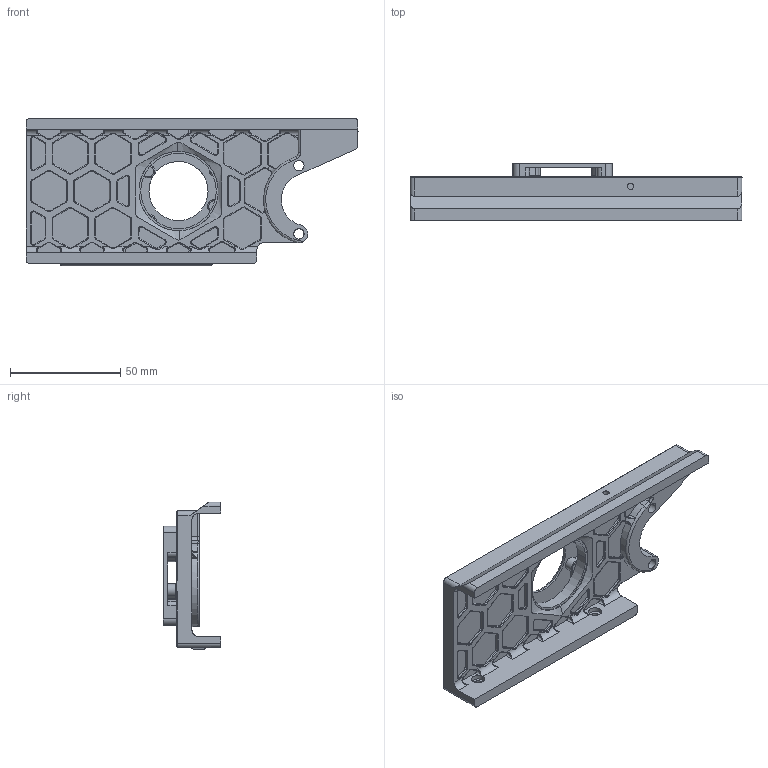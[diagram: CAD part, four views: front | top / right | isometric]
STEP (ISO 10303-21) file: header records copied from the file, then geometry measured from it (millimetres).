
FILE_DESCRIPTION (( 'STEP AP214' ), '1' );
FILE_NAME ('350 LEFT WITH KNOMI.TEP.STEP', '2024-02-27T03:41:57', ( 'Windows User' ), ( 'P R C' ), 'SwSTEP 2.0', 'SolidWorks 2023', '' );
FILE_SCHEMA (( 'AUTOMOTIVE_DESIGN' ));
Length unit declared in the file: millimetre
Products named in the file (1): 350 LEFT WITH KNOMI.TEP
Bounding box: 150.5 x 26 x 67 mm (x, y, z)
Volume: 64476.3 mm3; surface area: 40533.1 mm2
Topology: 28 solids, 29 shells, 1082 faces, 2741 edges, 1704 vertices
Faces by surface type: cylinder 478, plane 396, bspline 95, torus 93, cone 20
Entity records: 36678 total; most frequent: CARTESIAN_POINT 10613, DIRECTION 5453, ORIENTED_EDGE 5436, EDGE_CURVE 2718, AXIS2_PLACEMENT_3D 2020, VERTEX_POINT 1704, LINE 1413, VECTOR 1413
